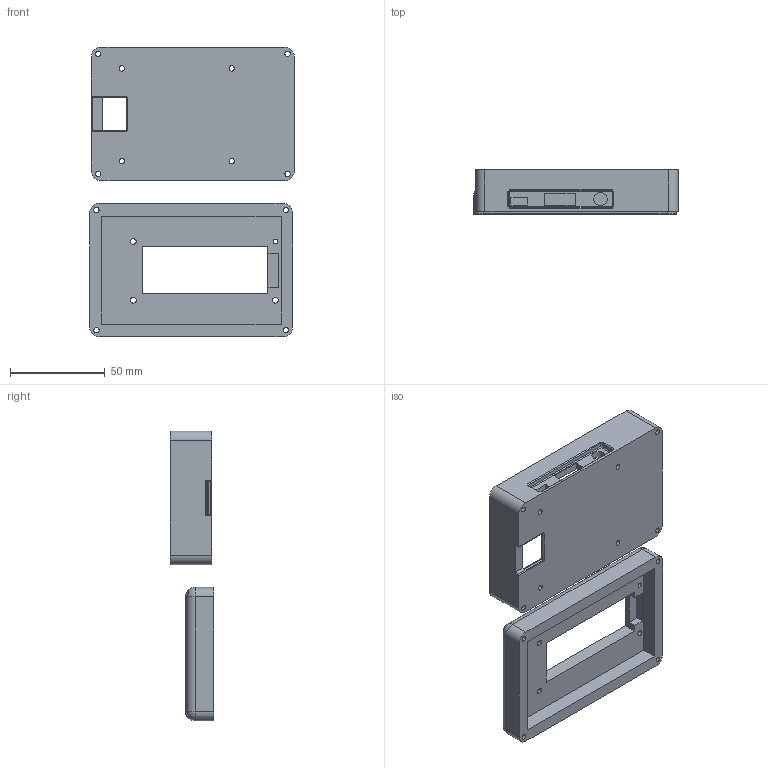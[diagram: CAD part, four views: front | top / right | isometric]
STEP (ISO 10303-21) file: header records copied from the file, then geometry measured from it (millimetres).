
FILE_DESCRIPTION (( 'STEP AP203' ), '1' );
FILE_NAME ('CPI_Case_assembly.STEP', '2024-02-23T03:50:18', ( '' ), ( '' ), 'SwSTEP 2.0', 'SolidWorks 2022', '' );
FILE_SCHEMA (( 'CONFIG_CONTROL_DESIGN' ));
Length unit declared in the file: centimetre
Products named in the file (3): Raspberrypi_top_case; Raspberrypi_base_case; CPI_Case_assembly
Assembly tree (2 placements, depth 2):
  CPI_Case_assembly
    Raspberrypi_base_case
    Raspberrypi_top_case
Bounding box: 107.89 x 23.18 x 152.94 mm (x, y, z)
Volume: 104200.8 mm3; surface area: 49463.6 mm2
Topology: 2 solids, 2 shells, 197 faces, 494 edges, 298 vertices
Faces by surface type: plane 132, cylinder 57, torus 4, sphere 4
Entity records: 6277 total; most frequent: CARTESIAN_POINT 1176, DIRECTION 984, ORIENTED_EDGE 980, EDGE_CURVE 490, VECTOR 376, LINE 376, AXIS2_PLACEMENT_3D 304, VERTEX_POINT 298
